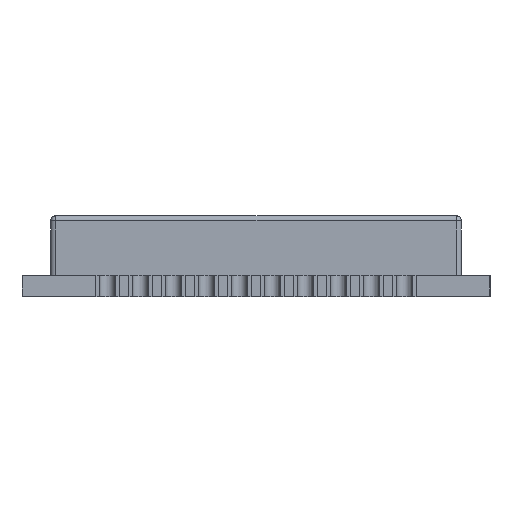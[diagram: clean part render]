
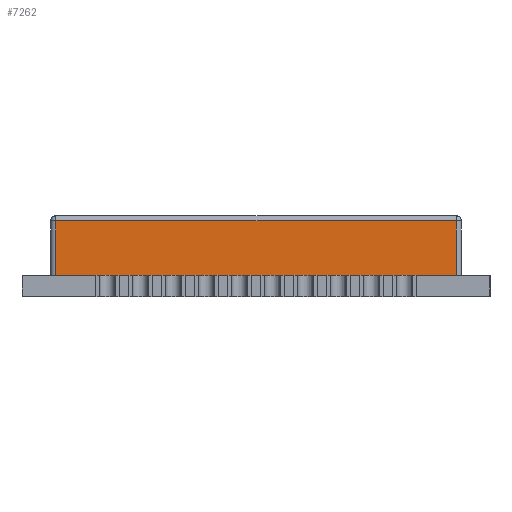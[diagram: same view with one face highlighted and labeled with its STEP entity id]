
A CAD part, front view. The second image highlights one B-rep face of the part: STEP entity #7262.
In plain terms, the highlighted planar face has unit normal (0, -1, 0).
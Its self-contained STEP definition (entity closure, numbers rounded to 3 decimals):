
#452 = LINE ( 'NONE', #11641, #36172 ) ;
#1992 = AXIS2_PLACEMENT_3D ( 'NONE', #29356, #9024, #18000 ) ;
#2046 = VERTEX_POINT ( 'NONE', #3006 ) ;
#3006 = CARTESIAN_POINT ( 'NONE',  ( 7.7, -11.7, 0.8 ) ) ;
#3516 = LINE ( 'NONE', #31003, #6439 ) ;
#4102 = CARTESIAN_POINT ( 'NONE',  ( -7.9, -11.7, 2.9 ) ) ;
#6439 = VECTOR ( 'NONE', #28962, 1000. ) ;
#7262 = ADVANCED_FACE ( 'NONE', ( #9379 ), #28986, .F. ) ;
#7748 = EDGE_CURVE ( 'NONE', #2046, #12435, #34026, .T. ) ;
#8872 = DIRECTION ( 'NONE',  ( 0., 0., -1. ) ) ;
#9024 = DIRECTION ( 'NONE',  ( 0., 1., 0. ) ) ;
#9080 = CARTESIAN_POINT ( 'NONE',  ( 7.7, -11.7, 2.9 ) ) ;
#9207 = EDGE_CURVE ( 'NONE', #29013, #2046, #3516, .T. ) ;
#9379 = FACE_OUTER_BOUND ( 'NONE', #24558, .T. ) ;
#11641 = CARTESIAN_POINT ( 'NONE',  ( -7.7, -11.7, 3.1 ) ) ;
#12435 = VERTEX_POINT ( 'NONE', #9080 ) ;
#13579 = ORIENTED_EDGE ( 'NONE', *, *, #9207, .T. ) ;
#15416 = LINE ( 'NONE', #4102, #23857 ) ;
#16381 = VERTEX_POINT ( 'NONE', #35637 ) ;
#17605 = EDGE_CURVE ( 'NONE', #12435, #16381, #15416, .T. ) ;
#18000 = DIRECTION ( 'NONE',  ( 0., 0., 1. ) ) ;
#18123 = CARTESIAN_POINT ( 'NONE',  ( -7.7, -11.7, 0.8 ) ) ;
#22044 = ORIENTED_EDGE ( 'NONE', *, *, #17605, .T. ) ;
#22180 = ORIENTED_EDGE ( 'NONE', *, *, #26275, .T. ) ;
#22476 = CARTESIAN_POINT ( 'NONE',  ( 7.7, -11.7, 3.1 ) ) ;
#23857 = VECTOR ( 'NONE', #26652, 1000. ) ;
#24558 = EDGE_LOOP ( 'NONE', ( #22044, #22180, #13579, #26877 ) ) ;
#26275 = EDGE_CURVE ( 'NONE', #16381, #29013, #452, .T. ) ;
#26652 = DIRECTION ( 'NONE',  ( -1., 0., 0. ) ) ;
#26877 = ORIENTED_EDGE ( 'NONE', *, *, #7748, .T. ) ;
#28505 = VECTOR ( 'NONE', #33660, 1000. ) ;
#28962 = DIRECTION ( 'NONE',  ( 1., 0., 0. ) ) ;
#28986 = PLANE ( 'NONE',  #1992 ) ;
#29013 = VERTEX_POINT ( 'NONE', #18123 ) ;
#29356 = CARTESIAN_POINT ( 'NONE',  ( -7.9, -11.7, 3.1 ) ) ;
#31003 = CARTESIAN_POINT ( 'NONE',  ( -7.9, -11.7, 0.8 ) ) ;
#33660 = DIRECTION ( 'NONE',  ( 0., 0., 1. ) ) ;
#34026 = LINE ( 'NONE', #22476, #28505 ) ;
#35637 = CARTESIAN_POINT ( 'NONE',  ( -7.7, -11.7, 2.9 ) ) ;
#36172 = VECTOR ( 'NONE', #8872, 1000. ) ;
